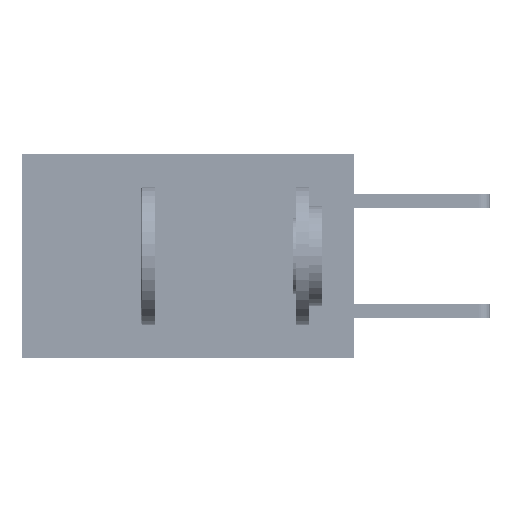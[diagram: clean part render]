
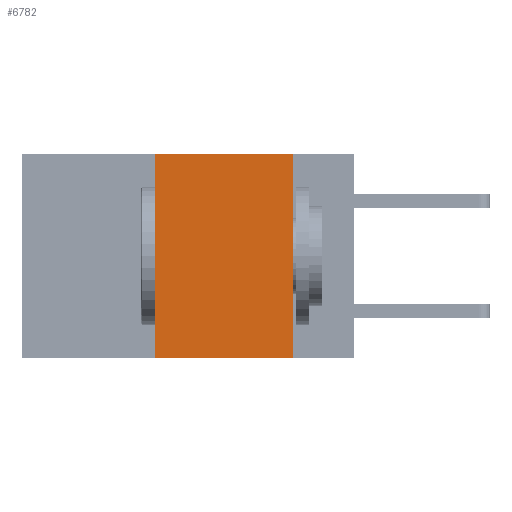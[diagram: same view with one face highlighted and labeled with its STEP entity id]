
A CAD part, left-side view. The second image highlights one B-rep face of the part: STEP entity #6782.
In plain terms, the highlighted planar face has unit normal (-1, 0, 0).
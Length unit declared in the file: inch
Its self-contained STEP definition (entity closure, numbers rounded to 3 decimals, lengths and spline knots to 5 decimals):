
#833 = VECTOR ( 'NONE', #31431, 39.37008 ) ;
#917 = AXIS2_PLACEMENT_3D ( 'NONE', #18146, #17883, #24227 ) ;
#2350 = EDGE_CURVE ( 'NONE', #22471, #15196, #13983, .T. ) ;
#4461 = VERTEX_POINT ( 'NONE', #10572 ) ;
#4978 = ORIENTED_EDGE ( 'NONE', *, *, #37469, .F. ) ;
#5984 = LINE ( 'NONE', #22592, #38576 ) ;
#6782 = ADVANCED_FACE ( 'NONE', ( #19979 ), #38331, .F. ) ;
#8278 = DIRECTION ( 'NONE',  ( 0., 0., -1. ) ) ;
#8606 = LINE ( 'NONE', #38378, #30980 ) ;
#9415 = EDGE_CURVE ( 'NONE', #4461, #15196, #8606, .T. ) ;
#10184 = CARTESIAN_POINT ( 'NONE',  ( 0., 0.36, 0. ) ) ;
#10572 = CARTESIAN_POINT ( 'NONE',  ( 0., 0.11, 0. ) ) ;
#10597 = ORIENTED_EDGE ( 'NONE', *, *, #2350, .T. ) ;
#12576 = DIRECTION ( 'NONE',  ( 0., -1., 0. ) ) ;
#12968 = ORIENTED_EDGE ( 'NONE', *, *, #9415, .F. ) ;
#13645 = DIRECTION ( 'NONE',  ( 0., -1., 0. ) ) ;
#13983 = LINE ( 'NONE', #31173, #27109 ) ;
#15196 = VERTEX_POINT ( 'NONE', #19228 ) ;
#16061 = VERTEX_POINT ( 'NONE', #10184 ) ;
#17883 = DIRECTION ( 'NONE',  ( 1., 0., 0. ) ) ;
#18146 = CARTESIAN_POINT ( 'NONE',  ( 0., 0.6, 0. ) ) ;
#18825 = EDGE_LOOP ( 'NONE', ( #12968, #25638, #4978, #10597 ) ) ;
#19228 = CARTESIAN_POINT ( 'NONE',  ( 0., 0.11, -0.37 ) ) ;
#19979 = FACE_OUTER_BOUND ( 'NONE', #18825, .T. ) ;
#22471 = VERTEX_POINT ( 'NONE', #26577 ) ;
#22592 = CARTESIAN_POINT ( 'NONE',  ( 0., 0.6, 0. ) ) ;
#24227 = DIRECTION ( 'NONE',  ( 0., 0., -1. ) ) ;
#25638 = ORIENTED_EDGE ( 'NONE', *, *, #28515, .F. ) ;
#26577 = CARTESIAN_POINT ( 'NONE',  ( 0., 0.36, -0.37 ) ) ;
#27109 = VECTOR ( 'NONE', #12576, 39.37008 ) ;
#28407 = CARTESIAN_POINT ( 'NONE',  ( 0., 0.36, 0. ) ) ;
#28515 = EDGE_CURVE ( 'NONE', #16061, #4461, #5984, .T. ) ;
#30980 = VECTOR ( 'NONE', #8278, 39.37008 ) ;
#31173 = CARTESIAN_POINT ( 'NONE',  ( 0., 0.6, -0.37 ) ) ;
#31431 = DIRECTION ( 'NONE',  ( 0., 0., 1. ) ) ;
#36818 = LINE ( 'NONE', #28407, #833 ) ;
#37469 = EDGE_CURVE ( 'NONE', #22471, #16061, #36818, .T. ) ;
#38331 = PLANE ( 'NONE',  #917 ) ;
#38378 = CARTESIAN_POINT ( 'NONE',  ( 0., 0.11, 0. ) ) ;
#38576 = VECTOR ( 'NONE', #13645, 39.37008 ) ;
